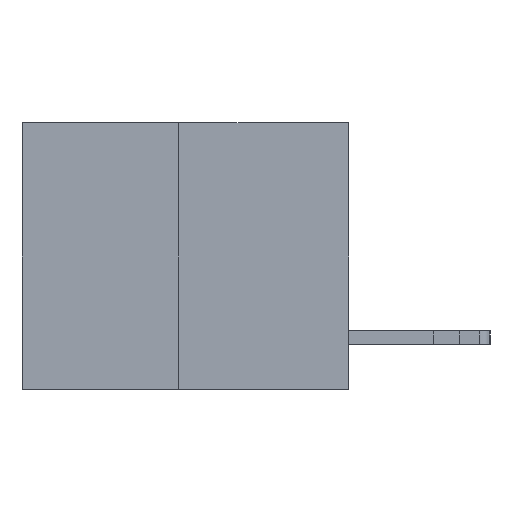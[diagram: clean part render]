
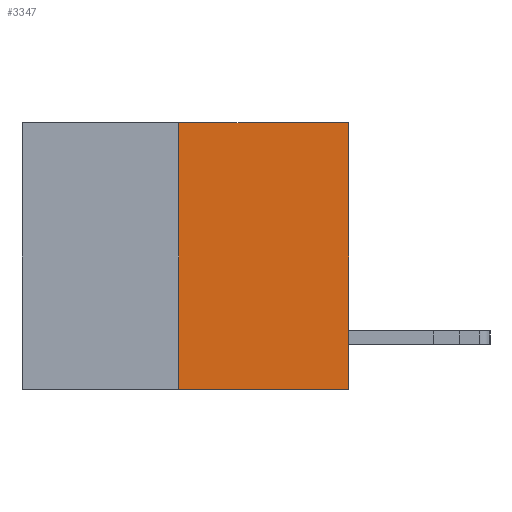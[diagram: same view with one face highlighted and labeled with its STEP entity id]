
A CAD part, left-side view. The second image highlights one B-rep face of the part: STEP entity #3347.
In plain terms, the highlighted planar face has unit normal (-1, 0, 0).
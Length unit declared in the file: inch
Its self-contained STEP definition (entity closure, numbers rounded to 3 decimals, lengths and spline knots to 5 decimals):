
#427 = EDGE_LOOP ( 'NONE', ( #10981, #8200, #11340, #2923 ) ) ;
#623 = CARTESIAN_POINT ( 'NONE',  ( 0., 0.312, 0. ) ) ;
#634 = CARTESIAN_POINT ( 'NONE',  ( 0., 0.312, -0.49 ) ) ;
#635 = VECTOR ( 'NONE', #13776, 39.37008 ) ;
#749 = CARTESIAN_POINT ( 'NONE',  ( 0., 0., -0.49 ) ) ;
#1005 = DIRECTION ( 'NONE',  ( 0., -1., 0. ) ) ;
#1482 = VERTEX_POINT ( 'NONE', #623 ) ;
#1982 = DIRECTION ( 'NONE',  ( 0., 0., -1. ) ) ;
#2923 = ORIENTED_EDGE ( 'NONE', *, *, #8641, .F. ) ;
#3347 = ADVANCED_FACE ( 'NONE', ( #7172 ), #6385, .F. ) ;
#3735 = DIRECTION ( 'NONE',  ( 0., 0., 1. ) ) ;
#4605 = VERTEX_POINT ( 'NONE', #634 ) ;
#5102 = VERTEX_POINT ( 'NONE', #749 ) ;
#5375 = CARTESIAN_POINT ( 'NONE',  ( 0., 0.6, 0. ) ) ;
#6308 = VECTOR ( 'NONE', #1005, 39.37008 ) ;
#6385 = PLANE ( 'NONE',  #11628 ) ;
#6780 = DIRECTION ( 'NONE',  ( 0., -1., 0. ) ) ;
#7172 = FACE_OUTER_BOUND ( 'NONE', #427, .T. ) ;
#7462 = EDGE_CURVE ( 'NONE', #4605, #1482, #8124, .T. ) ;
#7485 = CARTESIAN_POINT ( 'NONE',  ( 0., 0.6, -0.49 ) ) ;
#7576 = CARTESIAN_POINT ( 'NONE',  ( 0., 0., 0. ) ) ;
#7688 = LINE ( 'NONE', #7485, #8212 ) ;
#8124 = LINE ( 'NONE', #8156, #635 ) ;
#8156 = CARTESIAN_POINT ( 'NONE',  ( 0., 0.312, -0.49 ) ) ;
#8200 = ORIENTED_EDGE ( 'NONE', *, *, #10071, .T. ) ;
#8212 = VECTOR ( 'NONE', #6780, 39.37008 ) ;
#8641 = EDGE_CURVE ( 'NONE', #1482, #11974, #12731, .T. ) ;
#9077 = VECTOR ( 'NONE', #3735, 39.37008 ) ;
#10071 = EDGE_CURVE ( 'NONE', #4605, #5102, #7688, .T. ) ;
#10765 = CARTESIAN_POINT ( 'NONE',  ( 0., 0., 0. ) ) ;
#10981 = ORIENTED_EDGE ( 'NONE', *, *, #7462, .F. ) ;
#11164 = EDGE_CURVE ( 'NONE', #5102, #11974, #11942, .T. ) ;
#11340 = ORIENTED_EDGE ( 'NONE', *, *, #11164, .T. ) ;
#11628 = AXIS2_PLACEMENT_3D ( 'NONE', #5375, #12092, #1982 ) ;
#11942 = LINE ( 'NONE', #10765, #9077 ) ;
#11974 = VERTEX_POINT ( 'NONE', #7576 ) ;
#12092 = DIRECTION ( 'NONE',  ( 1., 0., 0. ) ) ;
#12370 = CARTESIAN_POINT ( 'NONE',  ( 0., 0.6, 0. ) ) ;
#12731 = LINE ( 'NONE', #12370, #6308 ) ;
#13776 = DIRECTION ( 'NONE',  ( 0., 0., 1. ) ) ;
